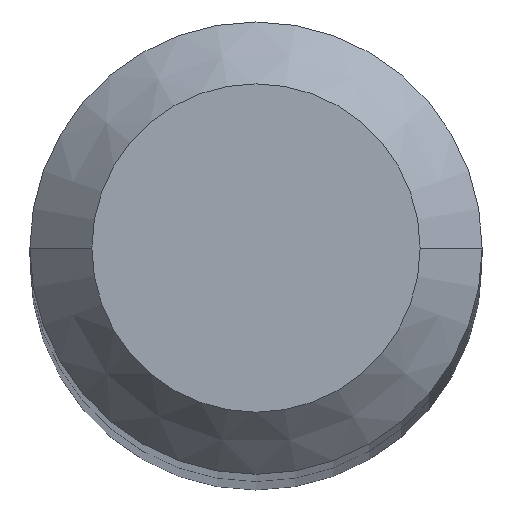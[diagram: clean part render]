
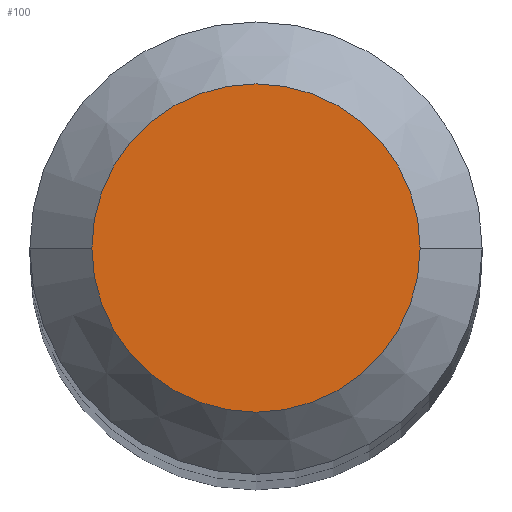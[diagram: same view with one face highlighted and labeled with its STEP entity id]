
A CAD part, top view. The second image highlights one B-rep face of the part: STEP entity #100.
In plain terms, the highlighted planar face has unit normal (0, 0, 1).
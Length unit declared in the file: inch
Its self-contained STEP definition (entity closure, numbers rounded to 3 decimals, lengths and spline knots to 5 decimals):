
#98 = VERTEX_POINT ( 'NONE', #182 ) ;
#100 = ADVANCED_FACE ( 'NONE', ( #253 ), #207, .T. ) ;
#115 = CARTESIAN_POINT ( 'NONE',  ( 0., 0., 2.25 ) ) ;
#130 = VERTEX_POINT ( 'NONE', #271 ) ;
#141 = DIRECTION ( 'NONE',  ( 1., 0., 0. ) ) ;
#149 = AXIS2_PLACEMENT_3D ( 'NONE', #300, #225, #160 ) ;
#160 = DIRECTION ( 'NONE',  ( 1., 0., 0. ) ) ;
#176 = EDGE_LOOP ( 'NONE', ( #317, #296 ) ) ;
#182 = CARTESIAN_POINT ( 'NONE',  ( -0.0397, 0., 2.25 ) ) ;
#184 = AXIS2_PLACEMENT_3D ( 'NONE', #115, #236, #141 ) ;
#189 = AXIS2_PLACEMENT_3D ( 'NONE', #203, #273, #206 ) ;
#203 = CARTESIAN_POINT ( 'NONE',  ( 0., 0., 2.25 ) ) ;
#206 = DIRECTION ( 'NONE',  ( 1., 0., 0. ) ) ;
#207 = PLANE ( 'NONE',  #189 ) ;
#215 = EDGE_CURVE ( 'NONE', #130, #98, #231, .T. ) ;
#225 = DIRECTION ( 'NONE',  ( 0., 0., 1. ) ) ;
#231 = CIRCLE ( 'NONE', #184, 0.0397 ) ;
#236 = DIRECTION ( 'NONE',  ( 0., 0., 1. ) ) ;
#242 = CIRCLE ( 'NONE', #149, 0.0397 ) ;
#253 = FACE_OUTER_BOUND ( 'NONE', #176, .T. ) ;
#271 = CARTESIAN_POINT ( 'NONE',  ( 0.0397, 0., 2.25 ) ) ;
#273 = DIRECTION ( 'NONE',  ( 0., 0., 1. ) ) ;
#296 = ORIENTED_EDGE ( 'NONE', *, *, #215, .T. ) ;
#300 = CARTESIAN_POINT ( 'NONE',  ( 0., 0., 2.25 ) ) ;
#317 = ORIENTED_EDGE ( 'NONE', *, *, #320, .T. ) ;
#320 = EDGE_CURVE ( 'NONE', #98, #130, #242, .T. ) ;
